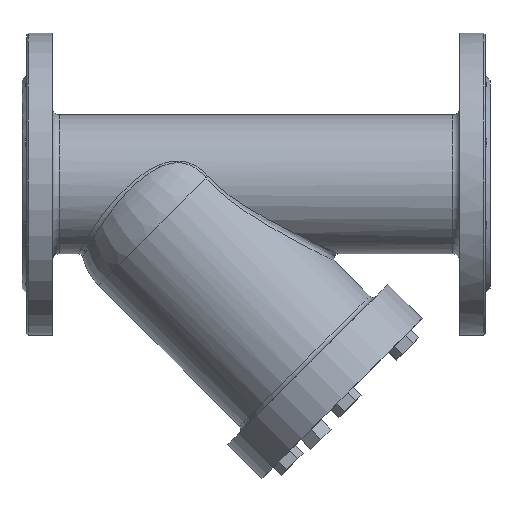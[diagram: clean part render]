
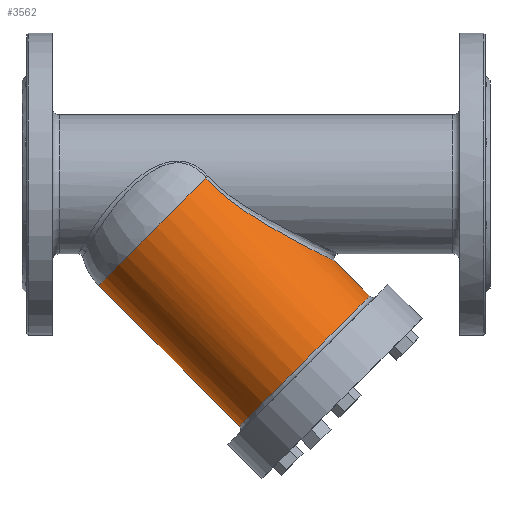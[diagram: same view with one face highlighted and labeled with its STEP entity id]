
A CAD part, top view. The second image highlights one B-rep face of the part: STEP entity #3562.
In plain terms, the highlighted cylindrical face has radius 61 mm (diameter 122 mm), a partial arc.
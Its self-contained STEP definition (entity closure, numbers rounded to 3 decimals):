
#2433=CARTESIAN_POINT('Vertex',(51.873,4.113,46.409)) ;
#2602=CARTESIAN_POINT('Control Point',(51.873,4.113,46.409)) ;
#2603=CARTESIAN_POINT('Control Point',(53.506,2.124,46.624)) ;
#2604=CARTESIAN_POINT('Control Point',(56.963,-1.624,46.795)) ;
#2605=CARTESIAN_POINT('Control Point',(62.578,-6.741,46.501)) ;
#2606=CARTESIAN_POINT('Control Point',(67.519,-10.689,45.897)) ;
#2607=CARTESIAN_POINT('Control Point',(71.595,-13.707,45.229)) ;
#2608=CARTESIAN_POINT('Control Point',(75.699,-16.611,44.451)) ;
#2609=CARTESIAN_POINT('Control Point',(80.868,-20.059,43.286)) ;
#2610=CARTESIAN_POINT('Control Point',(89.179,-25.27,41.03)) ;
#2611=CARTESIAN_POINT('Control Point',(97.5,-30.116,38.189)) ;
#2612=CARTESIAN_POINT('Control Point',(104.707,-34.119,35.101)) ;
#2613=CARTESIAN_POINT('Control Point',(108.794,-36.344,33.13)) ;
#2614=CARTESIAN_POINT('Control Point',(112.842,-38.52,31.015)) ;
#2615=CARTESIAN_POINT('Control Point',(117.756,-41.117,28.109)) ;
#2616=CARTESIAN_POINT('Control Point',(122.439,-43.548,24.769)) ;
#2617=CARTESIAN_POINT('Control Point',(125.991,-45.371,21.757)) ;
#2618=CARTESIAN_POINT('Control Point',(128.541,-46.671,19.289)) ;
#2619=CARTESIAN_POINT('Control Point',(130.89,-47.861,16.638)) ;
#2620=CARTESIAN_POINT('Control Point',(132.66,-48.754,14.238)) ;
#2621=CARTESIAN_POINT('Control Point',(133.929,-49.391,12.188)) ;
#2622=CARTESIAN_POINT('Control Point',(135.065,-49.961,10.083)) ;
#2623=CARTESIAN_POINT('Control Point',(136.001,-50.429,7.876)) ;
#2624=CARTESIAN_POINT('Control Point',(136.697,-50.777,5.557)) ;
#2625=CARTESIAN_POINT('Control Point',(137.22,-51.037,3.144)) ;
#2626=CARTESIAN_POINT('Control Point',(137.385,-51.12,1.289)) ;
#2627=CARTESIAN_POINT('Control Point',(137.388,-51.121,0.034)) ;
#2628=CARTESIAN_POINT('Control Point',(137.388,-51.121,0.)) ;
#2629=CARTESIAN_POINT('Vertex',(137.388,-51.121,0.)) ;
#3488=CARTESIAN_POINT('Vertex',(-19.253,-67.014,0.)) ;
#3514=CARTESIAN_POINT('Axis2P3D Location',(23.88,-23.88,0.)) ;
#3531=CARTESIAN_POINT('Axis2P3D Location',(0.,0.,0.)) ;
#3536=CARTESIAN_POINT('Axis2P3D Location',(117.218,-117.218,0.)) ;
#3540=CARTESIAN_POINT('Vertex',(74.085,-160.352,0.)) ;
#3542=CARTESIAN_POINT('Vertex',(160.352,-74.085,0.)) ;
#3545=CARTESIAN_POINT('Line Origine',(43.134,43.134,0.)) ;
#3550=CARTESIAN_POINT('Line Origine',(-43.134,-43.134,0.)) ;
#3547=VECTOR('Line Direction',#3546,1.) ;
#3552=VECTOR('Line Direction',#3551,1.) ;
#3515=DIRECTION('Axis2P3D Direction',(-0.707,0.707,0.)) ;
#3532=DIRECTION('Axis2P3D Direction',(-0.707,0.707,0.)) ;
#3533=DIRECTION('Axis2P3D XDirection',(-0.707,-0.707,0.)) ;
#3537=DIRECTION('Axis2P3D Direction',(-0.707,0.707,0.)) ;
#3546=DIRECTION('Vector Direction',(-0.707,0.707,0.)) ;
#3551=DIRECTION('Vector Direction',(-0.707,0.707,0.)) ;
#3516=AXIS2_PLACEMENT_3D('Circle Axis2P3D',#3514,#3515,$) ;
#3534=AXIS2_PLACEMENT_3D('Cylinder Axis2P3D',#3531,#3532,#3533) ;
#3538=AXIS2_PLACEMENT_3D('Circle Axis2P3D',#3536,#3537,$) ;
#3548=LINE('Line',#3545,#3547) ;
#3553=LINE('Line',#3550,#3552) ;
#3517=CIRCLE('generated circle',#3516,61.) ;
#3539=CIRCLE('generated circle',#3538,61.) ;
#3535=CYLINDRICAL_SURFACE('generated cylinder',#3534,61.) ;
#2631=EDGE_CURVE('',#2630,#2434,#2601,.F.) ;
#3518=EDGE_CURVE('',#3489,#2434,#3517,.T.) ;
#3544=EDGE_CURVE('',#3541,#3543,#3539,.T.) ;
#3549=EDGE_CURVE('',#3543,#2630,#3548,.T.) ;
#3554=EDGE_CURVE('',#3541,#3489,#3553,.T.) ;
#3556=ORIENTED_EDGE('',*,*,#3544,.T.) ;
#3557=ORIENTED_EDGE('',*,*,#3549,.T.) ;
#3558=ORIENTED_EDGE('',*,*,#2631,.T.) ;
#3559=ORIENTED_EDGE('',*,*,#3518,.F.) ;
#3560=ORIENTED_EDGE('',*,*,#3554,.F.) ;
#3555=EDGE_LOOP('',(#3556,#3557,#3558,#3559,#3560)) ;
#2434=VERTEX_POINT('',#2433) ;
#2630=VERTEX_POINT('',#2629) ;
#3489=VERTEX_POINT('',#3488) ;
#3541=VERTEX_POINT('',#3540) ;
#3543=VERTEX_POINT('',#3542) ;
#3562=ADVANCED_FACE('NONE',(#3561),#3535,.T.) ;
#3561=FACE_OUTER_BOUND('',#3555,.T.) ;
#2601=(BOUNDED_CURVE()B_SPLINE_CURVE(3,(#2602,#2603,#2604,#2605,#2606,#2607,#2608,#2609,#2610,#2611,#2612,#2613,#2614,#2615,#2616,#2617,#2618,#2619,#2620,#2621,#2622,#2623,#2624,#2625,#2626,#2627,#2628),.UNSPECIFIED.,.F.,.U.)B_SPLINE_CURVE_WITH_KNOTS((4,1,1,1,1,1,1,1,1,1,1,1,1,1,1,1,1,1,1,1,1,1,1,1,4),(0.,7.363,14.726,22.089,25.77,29.452,36.815,44.177,58.903,66.266,69.948,73.629,80.992,88.355,92.036,95.718,99.399,103.081,104.921,106.762,110.444,112.284,114.125,117.807,117.908),.UNSPECIFIED.)CURVE()GEOMETRIC_REPRESENTATION_ITEM()RATIONAL_B_SPLINE_CURVE((1.,1.,1.,1.,1.,1.,1.,1.,1.,1.,1.,1.,1.,1.,1.,1.,1.,1.,1.,1.,1.,1.,1.,1.,1.,1.,1.))REPRESENTATION_ITEM('')) ;
